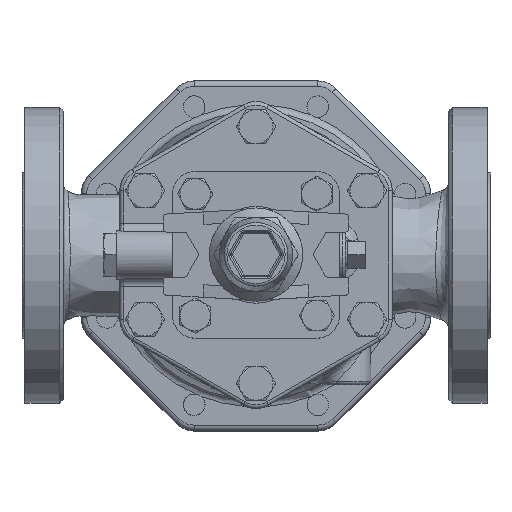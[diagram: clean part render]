
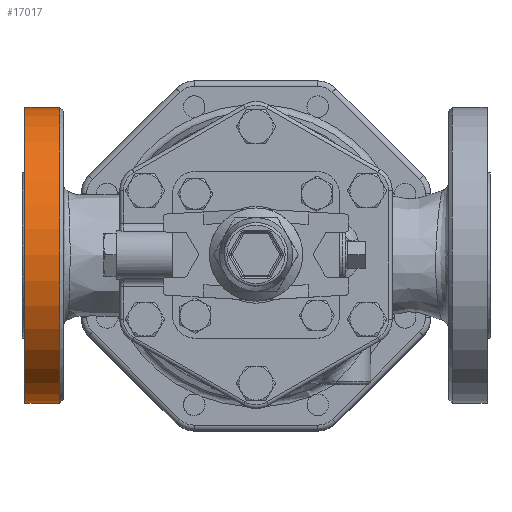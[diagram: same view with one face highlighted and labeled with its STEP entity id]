
A CAD part, top view. The second image highlights one B-rep face of the part: STEP entity #17017.
In plain terms, the highlighted cylindrical face has radius 82.5 mm (diameter 165 mm), a full revolution.
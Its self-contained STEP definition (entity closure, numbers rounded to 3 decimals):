
#3490=FACE_BOUND('',#5412,.T.);
#4128=FACE_OUTER_BOUND('',#5411,.T.);
#5411=EDGE_LOOP('',(#13463));
#5412=EDGE_LOOP('',(#13464));
#6605=CIRCLE('',#18494,82.5);
#6606=CIRCLE('',#18496,82.5);
#7976=VERTEX_POINT('',#31950);
#7977=VERTEX_POINT('',#31953);
#9949=EDGE_CURVE('',#7976,#7976,#6605,.T.);
#9950=EDGE_CURVE('',#7977,#7977,#6606,.T.);
#13463=ORIENTED_EDGE('',*,*,#9950,.T.);
#13464=ORIENTED_EDGE('',*,*,#9949,.F.);
#16352=CYLINDRICAL_SURFACE('',#18495,82.5);
#17017=ADVANCED_FACE('',(#4128,#3490),#16352,.T.);
#18494=AXIS2_PLACEMENT_3D('',#31951,#21747,#21748);
#18495=AXIS2_PLACEMENT_3D('',#31952,#21749,#21750);
#18496=AXIS2_PLACEMENT_3D('',#31954,#21751,#21752);
#21747=DIRECTION('center_axis',(1.,0.,0.));
#21748=DIRECTION('ref_axis',(0.,0.,1.));
#21749=DIRECTION('center_axis',(1.,0.,0.));
#21750=DIRECTION('ref_axis',(0.,0.,1.));
#21751=DIRECTION('center_axis',(1.,0.,0.));
#21752=DIRECTION('ref_axis',(0.,0.,1.));
#31950=CARTESIAN_POINT('',(-109.5,0.,42.5));
#31951=CARTESIAN_POINT('Origin',(-109.5,0.,125.));
#31952=CARTESIAN_POINT('Origin',(-107.5,0.,125.));
#31953=CARTESIAN_POINT('',(-128.9,0.,42.5));
#31954=CARTESIAN_POINT('Origin',(-128.9,0.,125.));
